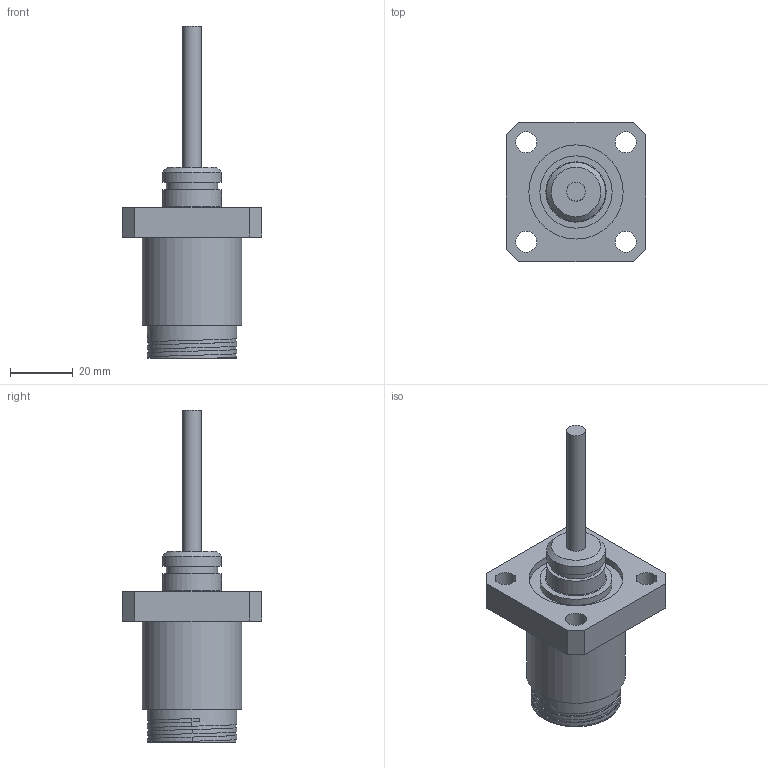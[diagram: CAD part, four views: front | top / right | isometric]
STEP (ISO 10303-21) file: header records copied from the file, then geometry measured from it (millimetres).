
FILE_DESCRIPTION(/* description */ (''),/* implementation_level */ '2;1');
FILE_NAME(/* name */ 'DFCR2008F.stp',/* time_stamp */ '2017-09-29T13:20:06+02:00',/* author */ ('sh'),/* organization */ (''),/* preprocessor_version */ 'ST-DEVELOPER v16.5',/* originating_system */ 'Autodesk Inventor 2017',/* authorisation */ '');
FILE_SCHEMA (('AUTOMOTIVE_DESIGN { 1 0 10303 214 3 1 1 }'));
Length unit declared in the file: millimetre
Products named in the file (1): DFCR2008F
Bounding box: 44.5 x 44.5 x 105.7 mm (x, y, z)
Volume: 40315.4 mm3; surface area: 18726.7 mm2
Topology: 2 solids, 2 shells, 214 faces, 535 edges, 354 vertices
Faces by surface type: plane 98, bspline 87, cylinder 26, cone 2, torus 1
Full cylindrical faces by diameter (mm): 3 x8, 6 x1, 6.7 x4, 16.4 x1, 18.8 x2, 23 x2, 25 x1, 28.6 x3, 30 x1, 31.6 x1
Entity records: 7484 total; most frequent: CARTESIAN_POINT 2976, ORIENTED_EDGE 1008, DIRECTION 629, EDGE_CURVE 504, VERTEX_POINT 350, LINE 283, VECTOR 283, EDGE_LOOP 272
